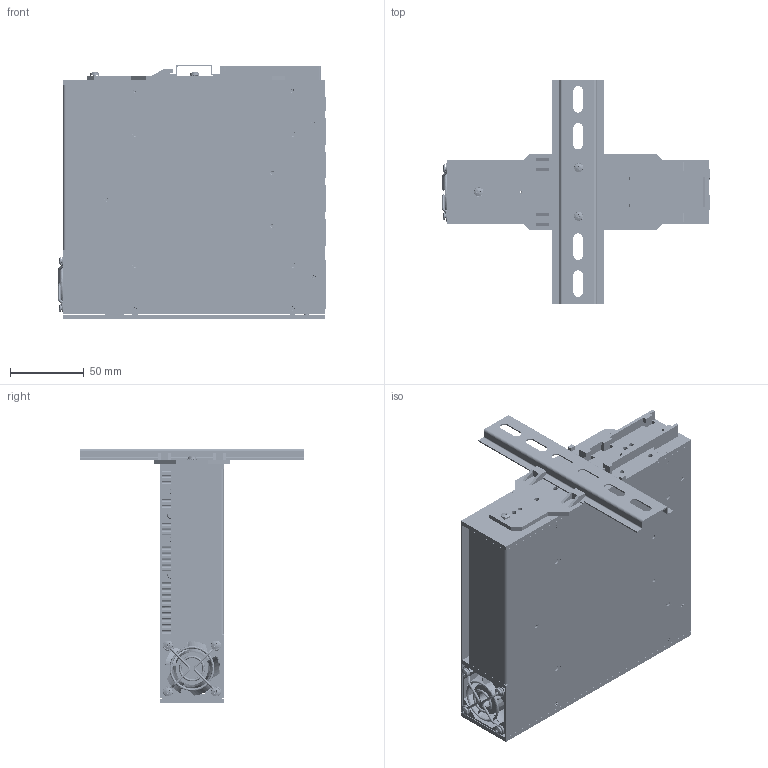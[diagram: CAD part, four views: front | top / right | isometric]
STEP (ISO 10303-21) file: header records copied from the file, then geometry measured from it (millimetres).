
FILE_DESCRIPTION (( 'STEP AP203' ), '1' );
FILE_NAME ('10-130170-01_WITH_DIN_RAIL_ec2.STEP', '2011-09-18T04:27:13', ( 'wist' ), ( 'Microsoft' ), 'SwSTEP 2.0', 'SolidWorks 2011', '' );
FILE_SCHEMA (( 'CONFIG_CONTROL_DESIGN' ));
Products named in the file (1): 10-130170-01_WITH_DIN_RAIL_ec2
Bounding box: 181.66 x 152.4 x 172.67 mm (x, y, z)
Volume: 313169.5 mm3; surface area: 464296.8 mm2
Topology: 85 solids, 85 shells, 9137 faces, 21939 edges, 13184 vertices
Faces by surface type: cylinder 3130, plane 3028, cone 2815, bspline 161, sphere 3
Entity records: 266762 total; most frequent: CARTESIAN_POINT 50888, DIRECTION 47088, ORIENTED_EDGE 43854, EDGE_CURVE 21927, AXIS2_PLACEMENT_3D 17051, VERTEX_POINT 13184, LINE 12986, VECTOR 12986
